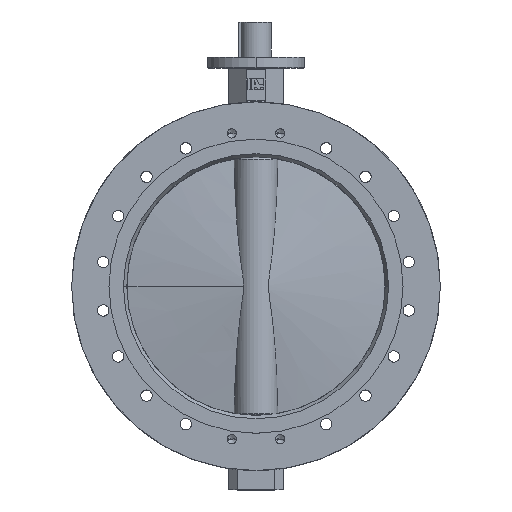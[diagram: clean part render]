
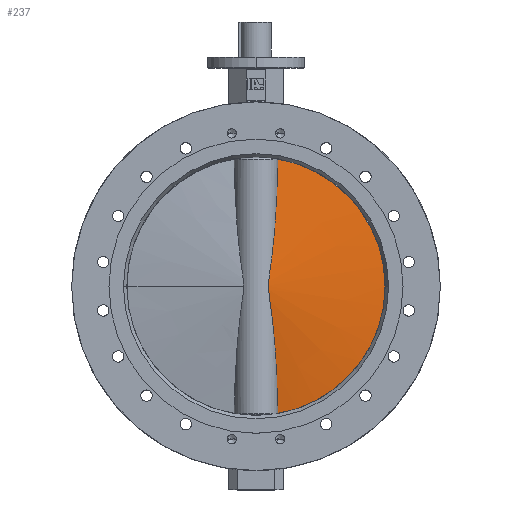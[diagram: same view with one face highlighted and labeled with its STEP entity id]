
A CAD part, top view. The second image highlights one B-rep face of the part: STEP entity #237.
In plain terms, the highlighted conical face has half-angle 82.296 degrees and reference radius 7392.69 mm.
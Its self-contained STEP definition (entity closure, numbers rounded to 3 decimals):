
#237 = ADVANCED_FACE ( 'NONE', ( #3300 ), #3350, .T. ) ;
#432 = EDGE_CURVE ( 'NONE', #1335, #1336, #3635, .T. ) ;
#467 = EDGE_CURVE ( 'NONE', #1335, #7895, #789, .T. ) ;
#468 = EDGE_CURVE ( 'NONE', #1336, #7895, #3664, .T. ) ;
#789 = B_SPLINE_CURVE_WITH_KNOTS ( 'NONE', 3,
 ( #4769, #4770, #4774, #4775, #4776, #4777, #4778, #4779, #4780, #4781, #4782, #4783, #4784, #4785, #4786, #4787, #4788, #4789, #4790, #4791, #4792, #4793, #4794, #4795, #4796, #4797, #4798, #4799, #4800, #4801, #4802, #4803, #4804, #4805, #4806, #4807, #4808, #4809, #4810, #4811, #4812, #4813, #4814, #4815, #4816, #4817, #4818, #4819, #4820, #4821, #4822, #4823, #4824, #4825 ),
 .UNSPECIFIED., .F., .F.,
 ( 4, 2, 2, 2, 2, 2, 2, 2, 2, 2, 2, 2, 2, 2, 2, 2, 2, 2, 2, 2, 2, 2, 2, 2, 2, 2, 4 ),
 ( -0.262, -0.226, -0.19, -0.153, -0.117, -0.081, -0.044, -0.026, -0.008, 0.001, 0.01, 0.019, 0.028, 0.033, 0.037, 0.042, 0.046, 0.055, 0.064, 0.073, 0.083, 0.101, 0.137, 0.173, 0.209, 0.246, 0.318 ),
 .UNSPECIFIED. ) ;
#1335 = VERTEX_POINT ( 'NONE', #5281 ) ;
#1336 = VERTEX_POINT ( 'NONE', #5282 ) ;
#1578 = EDGE_LOOP ( 'NONE', ( #1984, #1985, #1986 ) ) ;
#1984 = ORIENTED_EDGE ( 'NONE', *, *, #467, .F. ) ;
#1985 = ORIENTED_EDGE ( 'NONE', *, *, #432, .T. ) ;
#1986 = ORIENTED_EDGE ( 'NONE', *, *, #468, .T. ) ;
#3300 = FACE_OUTER_BOUND ( 'NONE', #1578, .T. ) ;
#3350 = CONICAL_SURFACE ( 'NONE', #3770, 7392.693, 1.436 ) ;
#3635 = CIRCLE ( 'NONE', #3870, 294. ) ;
#3664 = CIRCLE ( 'NONE', #3890, 294. ) ;
#3770 = AXIS2_PLACEMENT_3D ( 'NONE', #4050, #4051, #4049 ) ;
#3870 = AXIS2_PLACEMENT_3D ( 'NONE', #4553, #4554, #4555 ) ;
#3890 = AXIS2_PLACEMENT_3D ( 'NONE', #4826, #4827, #4828 ) ;
#4049 = DIRECTION ( 'NONE',  ( 0., 0., 1. ) ) ;
#4050 = CARTESIAN_POINT ( 'NONE',  ( -955., 0., 0. ) ) ;
#4051 = DIRECTION ( 'NONE',  ( -1., 0., 0. ) ) ;
#4553 = CARTESIAN_POINT ( 'NONE',  ( 5.231, 0., 0. ) ) ;
#4554 = DIRECTION ( 'NONE',  ( 1., 0., 0. ) ) ;
#4555 = DIRECTION ( 'NONE',  ( 0., 0., -1. ) ) ;
#4769 = CARTESIAN_POINT ( 'NONE',  ( 5.231, -289.764, -49.726 ) ) ;
#4770 = CARTESIAN_POINT ( 'NONE',  ( 6.843, -277.704, -49.556 ) ) ;
#4774 = CARTESIAN_POINT ( 'NONE',  ( 8.454, -265.645, -49.308 ) ) ;
#4775 = CARTESIAN_POINT ( 'NONE',  ( 11.674, -241.53, -48.646 ) ) ;
#4776 = CARTESIAN_POINT ( 'NONE',  ( 13.283, -229.473, -48.233 ) ) ;
#4777 = CARTESIAN_POINT ( 'NONE',  ( 16.497, -205.367, -47.23 ) ) ;
#4778 = CARTESIAN_POINT ( 'NONE',  ( 18.101, -193.321, -46.641 ) ) ;
#4779 = CARTESIAN_POINT ( 'NONE',  ( 21.304, -169.247, -45.268 ) ) ;
#4780 = CARTESIAN_POINT ( 'NONE',  ( 22.901, -157.217, -44.484 ) ) ;
#4781 = CARTESIAN_POINT ( 'NONE',  ( 26.086, -133.177, -42.695 ) ) ;
#4782 = CARTESIAN_POINT ( 'NONE',  ( 27.672, -121.165, -41.69 ) ) ;
#4783 = CARTESIAN_POINT ( 'NONE',  ( 30.823, -97.163, -39.417 ) ) ;
#4784 = CARTESIAN_POINT ( 'NONE',  ( 32.388, -85.172, -38.149 ) ) ;
#4785 = CARTESIAN_POINT ( 'NONE',  ( 34.69, -67.2, -36.023 ) ) ;
#4786 = CARTESIAN_POINT ( 'NONE',  ( 35.449, -61.211, -35.277 ) ) ;
#4787 = CARTESIAN_POINT ( 'NONE',  ( 36.935, -49.235, -33.719 ) ) ;
#4788 = CARTESIAN_POINT ( 'NONE',  ( 37.663, -43.249, -32.904 ) ) ;
#4789 = CARTESIAN_POINT ( 'NONE',  ( 38.692, -34.261, -31.673 ) ) ;
#4790 = CARTESIAN_POINT ( 'NONE',  ( 39.025, -31.264, -31.262 ) ) ;
#4791 = CARTESIAN_POINT ( 'NONE',  ( 39.653, -25.264, -30.461 ) ) ;
#4792 = CARTESIAN_POINT ( 'NONE',  ( 39.949, -22.263, -30.072 ) ) ;
#4793 = CARTESIAN_POINT ( 'NONE',  ( 40.471, -16.256, -29.365 ) ) ;
#4794 = CARTESIAN_POINT ( 'NONE',  ( 40.697, -13.249, -29.048 ) ) ;
#4795 = CARTESIAN_POINT ( 'NONE',  ( 41.03, -7.226, -28.576 ) ) ;
#4796 = CARTESIAN_POINT ( 'NONE',  ( 41.135, -4.208, -28.424 ) ) ;
#4797 = CARTESIAN_POINT ( 'NONE',  ( 41.167, 0.33, -28.378 ) ) ;
#4798 = CARTESIAN_POINT ( 'NONE',  ( 41.157, 1.845, -28.392 ) ) ;
#4799 = CARTESIAN_POINT ( 'NONE',  ( 41.097, 4.878, -28.479 ) ) ;
#4800 = CARTESIAN_POINT ( 'NONE',  ( 41.047, 6.396, -28.551 ) ) ;
#4801 = CARTESIAN_POINT ( 'NONE',  ( 40.912, 9.436, -28.744 ) ) ;
#4802 = CARTESIAN_POINT ( 'NONE',  ( 40.828, 10.958, -28.864 ) ) ;
#4803 = CARTESIAN_POINT ( 'NONE',  ( 40.63, 14.004, -29.141 ) ) ;
#4804 = CARTESIAN_POINT ( 'NONE',  ( 40.518, 15.527, -29.298 ) ) ;
#4805 = CARTESIAN_POINT ( 'NONE',  ( 40.15, 20.086, -29.802 ) ) ;
#4806 = CARTESIAN_POINT ( 'NONE',  ( 39.865, 23.115, -30.184 ) ) ;
#4807 = CARTESIAN_POINT ( 'NONE',  ( 39.251, 29.166, -30.977 ) ) ;
#4808 = CARTESIAN_POINT ( 'NONE',  ( 38.923, 32.187, -31.389 ) ) ;
#4809 = CARTESIAN_POINT ( 'NONE',  ( 38.242, 38.226, -32.216 ) ) ;
#4810 = CARTESIAN_POINT ( 'NONE',  ( 37.889, 41.244, -32.63 ) ) ;
#4811 = CARTESIAN_POINT ( 'NONE',  ( 37.169, 47.279, -33.448 ) ) ;
#4812 = CARTESIAN_POINT ( 'NONE',  ( 36.801, 50.296, -33.852 ) ) ;
#4813 = CARTESIAN_POINT ( 'NONE',  ( 35.684, 59.348, -35.041 ) ) ;
#4814 = CARTESIAN_POINT ( 'NONE',  ( 34.921, 65.383, -35.8 ) ) ;
#4815 = CARTESIAN_POINT ( 'NONE',  ( 32.606, 83.498, -37.965 ) ) ;
#4816 = CARTESIAN_POINT ( 'NONE',  ( 31.029, 95.585, -39.256 ) ) ;
#4817 = CARTESIAN_POINT ( 'NONE',  ( 27.854, 119.784, -41.569 ) ) ;
#4818 = CARTESIAN_POINT ( 'NONE',  ( 26.255, 131.896, -42.592 ) ) ;
#4819 = CARTESIAN_POINT ( 'NONE',  ( 23.044, 156.14, -44.411 ) ) ;
#4820 = CARTESIAN_POINT ( 'NONE',  ( 21.433, 168.272, -45.208 ) ) ;
#4821 = CARTESIAN_POINT ( 'NONE',  ( 18.203, 192.556, -46.602 ) ) ;
#4822 = CARTESIAN_POINT ( 'NONE',  ( 16.585, 204.703, -47.2 ) ) ;
#4823 = CARTESIAN_POINT ( 'NONE',  ( 11.726, 241.146, -48.724 ) ) ;
#4824 = CARTESIAN_POINT ( 'NONE',  ( 8.48, 265.451, -49.384 ) ) ;
#4825 = CARTESIAN_POINT ( 'NONE',  ( 5.231, 289.764, -49.726 ) ) ;
#4826 = CARTESIAN_POINT ( 'NONE',  ( 5.231, 0., 0. ) ) ;
#4827 = DIRECTION ( 'NONE',  ( 1., 0., 0. ) ) ;
#4828 = DIRECTION ( 'NONE',  ( 0., 0., -1. ) ) ;
#5281 = CARTESIAN_POINT ( 'NONE',  ( 5.231, -289.764, -49.726 ) ) ;
#5282 = CARTESIAN_POINT ( 'NONE',  ( 5.231, 0., -294. ) ) ;
#5318 = CARTESIAN_POINT ( 'NONE',  ( 5.231, 289.764, -49.726 ) ) ;
#7895 = VERTEX_POINT ( 'NONE', #5318 ) ;
